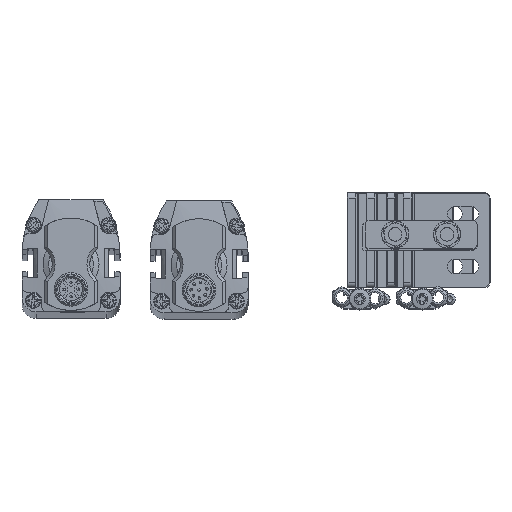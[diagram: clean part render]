
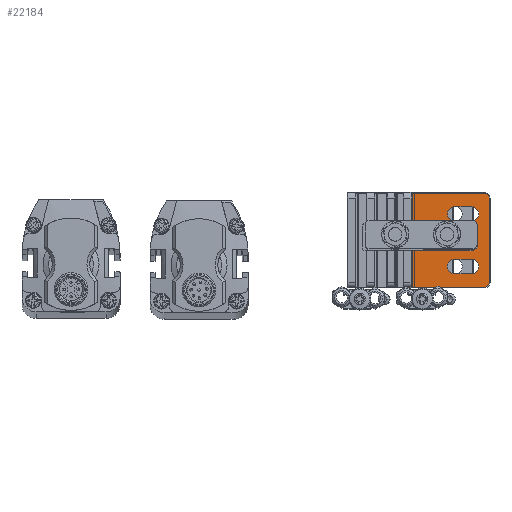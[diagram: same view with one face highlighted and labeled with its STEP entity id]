
A CAD part, top view. The second image highlights one B-rep face of the part: STEP entity #22184.
In plain terms, the highlighted planar face has unit normal (0, 0, 1).
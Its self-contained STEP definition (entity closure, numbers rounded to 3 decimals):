
#2568=LINE($,#41506,#4535);
#2571=LINE($,#41526,#4538);
#2575=LINE($,#41547,#4542);
#2581=LINE($,#41569,#4548);
#2584=LINE($,#41579,#4551);
#2585=LINE($,#41582,#4552);
#2586=LINE($,#41585,#4553);
#2587=LINE($,#41589,#4554);
#4535=VECTOR($,#29682,25.5);
#4538=VECTOR($,#29707,30.);
#4542=VECTOR($,#29733,25.5);
#4548=VECTOR($,#29753,33.6);
#4551=VECTOR($,#29764,6.);
#4552=VECTOR($,#29767,6.);
#4553=VECTOR($,#29768,6.);
#4554=VECTOR($,#29771,6.);
#5450=PLANE($,#24127);
#5674=FACE_BOUND($,#8186,.T.);
#5675=FACE_BOUND($,#8187,.T.);
#5676=FACE_BOUND($,#8188,.T.);
#6792=FACE_OUTER_BOUND($,#8185,.T.);
#8185=EDGE_LOOP($,(#19995,#19996,#19997,#19998,#19999,#20000));
#8186=EDGE_LOOP($,(#20001,#20002,#20003,#20004));
#8187=EDGE_LOOP($,(#20005,#20006,#20007,#20008));
#8188=EDGE_LOOP($,(#20009));
#9036=CIRCLE($,#24100,1.8);
#9043=CIRCLE($,#24111,1.8);
#9053=CIRCLE($,#24128,2.6);
#9054=CIRCLE($,#24129,2.6);
#9055=CIRCLE($,#24130,2.6);
#9056=CIRCLE($,#24131,2.6);
#9057=CIRCLE($,#24132,3.25);
#11015=VERTEX_POINT($,#41496);
#11017=VERTEX_POINT($,#41504);
#11020=VERTEX_POINT($,#41514);
#11023=VERTEX_POINT($,#41524);
#11027=VERTEX_POINT($,#41535);
#11028=VERTEX_POINT($,#41540);
#11039=VERTEX_POINT($,#41575);
#11040=VERTEX_POINT($,#41576);
#11041=VERTEX_POINT($,#41578);
#11042=VERTEX_POINT($,#41580);
#11043=VERTEX_POINT($,#41583);
#11044=VERTEX_POINT($,#41584);
#11045=VERTEX_POINT($,#41586);
#11046=VERTEX_POINT($,#41588);
#11047=VERTEX_POINT($,#41591);
#14041=EDGE_CURVE($,#11017,#11015,#2568,.T.);
#14046=EDGE_CURVE($,#11020,#11017,#9036,.T.);
#14051=EDGE_CURVE($,#11023,#11020,#2571,.T.);
#14056=EDGE_CURVE($,#11027,#11023,#9043,.T.);
#14062=EDGE_CURVE($,#11028,#11027,#2575,.T.);
#14073=EDGE_CURVE($,#11015,#11028,#2581,.T.);
#14076=EDGE_CURVE($,#11039,#11040,#9053,.T.);
#14077=EDGE_CURVE($,#11040,#11041,#2584,.T.);
#14078=EDGE_CURVE($,#11041,#11042,#9054,.T.);
#14079=EDGE_CURVE($,#11042,#11039,#2585,.T.);
#14080=EDGE_CURVE($,#11043,#11044,#2586,.T.);
#14081=EDGE_CURVE($,#11044,#11045,#9055,.T.);
#14082=EDGE_CURVE($,#11045,#11046,#2587,.T.);
#14083=EDGE_CURVE($,#11046,#11043,#9056,.T.);
#14084=EDGE_CURVE($,#11047,#11047,#9057,.T.);
#19995=ORIENTED_EDGE($,*,*,#14062,.F.);
#19996=ORIENTED_EDGE($,*,*,#14073,.F.);
#19997=ORIENTED_EDGE($,*,*,#14041,.F.);
#19998=ORIENTED_EDGE($,*,*,#14046,.F.);
#19999=ORIENTED_EDGE($,*,*,#14051,.F.);
#20000=ORIENTED_EDGE($,*,*,#14056,.F.);
#20001=ORIENTED_EDGE($,*,*,#14076,.T.);
#20002=ORIENTED_EDGE($,*,*,#14077,.T.);
#20003=ORIENTED_EDGE($,*,*,#14078,.T.);
#20004=ORIENTED_EDGE($,*,*,#14079,.T.);
#20005=ORIENTED_EDGE($,*,*,#14080,.T.);
#20006=ORIENTED_EDGE($,*,*,#14081,.T.);
#20007=ORIENTED_EDGE($,*,*,#14082,.T.);
#20008=ORIENTED_EDGE($,*,*,#14083,.T.);
#20009=ORIENTED_EDGE($,*,*,#14084,.T.);
#22184=ADVANCED_FACE($,(#6792,#5674,#5675,#5676),#5450,.T.);
#24100=AXIS2_PLACEMENT_3D($,#41516,#29693,#29694);
#24111=AXIS2_PLACEMENT_3D($,#41537,#29718,#29719);
#24127=AXIS2_PLACEMENT_3D($,#41574,#29760,#29761);
#24128=AXIS2_PLACEMENT_3D($,#41577,#29762,#29763);
#24129=AXIS2_PLACEMENT_3D($,#41581,#29765,#29766);
#24130=AXIS2_PLACEMENT_3D($,#41587,#29769,#29770);
#24131=AXIS2_PLACEMENT_3D($,#41590,#29772,#29773);
#24132=AXIS2_PLACEMENT_3D($,#41592,#29774,#29775);
#29682=DIRECTION($,(-1.,0.,0.));
#29693=DIRECTION('center_axis',(0.,0.,-1.));
#29694=DIRECTION('ref_axis',(0.707,-0.707,0.));
#29707=DIRECTION($,(0.,-1.,0.));
#29718=DIRECTION('center_axis',(0.,0.,-1.));
#29719=DIRECTION('ref_axis',(0.707,0.707,0.));
#29733=DIRECTION($,(1.,0.,0.));
#29753=DIRECTION($,(0.,1.,0.));
#29760=DIRECTION('center_axis',(0.,0.,1.));
#29761=DIRECTION('ref_axis',(1.,0.,0.));
#29762=DIRECTION('center_axis',(0.,0.,-1.));
#29763=DIRECTION('ref_axis',(0.,1.,0.));
#29764=DIRECTION($,(1.,0.,0.));
#29765=DIRECTION('center_axis',(0.,0.,-1.));
#29766=DIRECTION('ref_axis',(0.,-1.,0.));
#29767=DIRECTION($,(-1.,0.,0.));
#29768=DIRECTION($,(1.,0.,0.));
#29769=DIRECTION('center_axis',(0.,0.,-1.));
#29770=DIRECTION('ref_axis',(0.,-1.,0.));
#29771=DIRECTION($,(-1.,0.,0.));
#29772=DIRECTION('center_axis',(0.,0.,-1.));
#29773=DIRECTION('ref_axis',(0.,1.,0.));
#29774=DIRECTION('center_axis',(0.,0.,-1.));
#29775=DIRECTION('ref_axis',(-1.,0.,0.));
#41496=CARTESIAN_POINT('',(3.5,0.2,3.));
#41504=CARTESIAN_POINT('',(29.,0.2,3.));
#41506=CARTESIAN_POINT($,(29.,0.2,3.));
#41514=CARTESIAN_POINT('',(30.8,2.,3.));
#41516=CARTESIAN_POINT('Origin',(29.,2.,3.));
#41524=CARTESIAN_POINT('',(30.8,32.,3.));
#41526=CARTESIAN_POINT($,(30.8,32.,3.));
#41535=CARTESIAN_POINT('',(29.,33.8,3.));
#41537=CARTESIAN_POINT('Origin',(29.,32.,3.));
#41540=CARTESIAN_POINT('',(3.5,33.8,3.));
#41547=CARTESIAN_POINT($,(3.5,33.8,3.));
#41569=CARTESIAN_POINT($,(3.5,0.2,3.));
#41574=CARTESIAN_POINT('Origin',(1.5,17.,3.));
#41575=CARTESIAN_POINT('',(18.4,5.,3.));
#41576=CARTESIAN_POINT('',(18.4,10.2,3.));
#41577=CARTESIAN_POINT('Origin',(18.4,7.6,3.));
#41578=CARTESIAN_POINT('',(24.4,10.2,3.));
#41579=CARTESIAN_POINT($,(18.4,10.2,3.));
#41580=CARTESIAN_POINT('',(24.4,5.,3.));
#41581=CARTESIAN_POINT('Origin',(24.4,7.6,3.));
#41582=CARTESIAN_POINT($,(24.4,5.,3.));
#41583=CARTESIAN_POINT('',(18.4,29.,3.));
#41584=CARTESIAN_POINT('',(24.4,29.,3.));
#41585=CARTESIAN_POINT($,(18.4,29.,3.));
#41586=CARTESIAN_POINT('',(24.4,23.8,3.));
#41587=CARTESIAN_POINT('Origin',(24.4,26.4,3.));
#41588=CARTESIAN_POINT('',(18.4,23.8,3.));
#41589=CARTESIAN_POINT($,(24.4,23.8,3.));
#41590=CARTESIAN_POINT('Origin',(18.4,26.4,3.));
#41591=CARTESIAN_POINT('',(21.,17.,3.));
#41592=CARTESIAN_POINT('Origin',(17.75,17.,3.));
